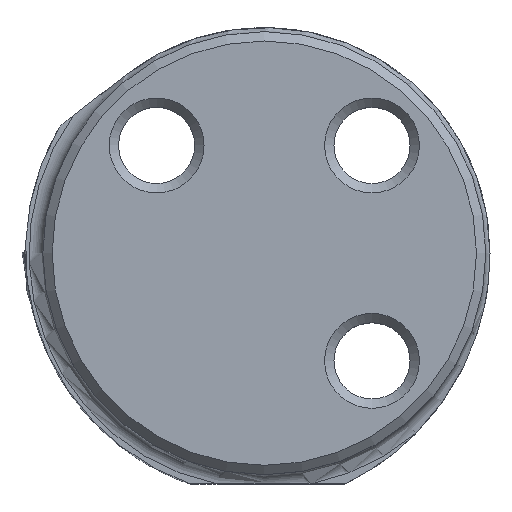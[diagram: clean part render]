
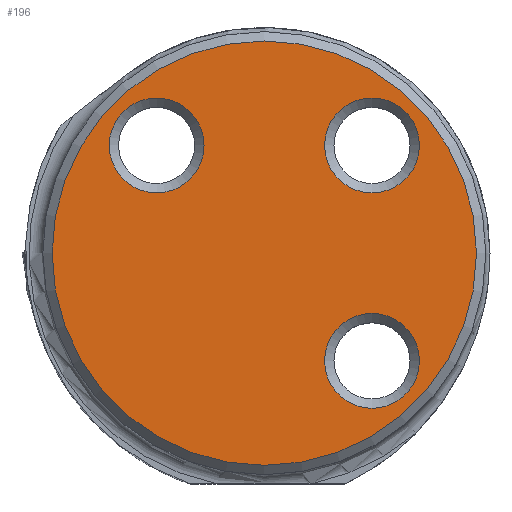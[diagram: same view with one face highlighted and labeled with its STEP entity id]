
A CAD part, top view. The second image highlights one B-rep face of the part: STEP entity #196.
In plain terms, the highlighted planar face has unit normal (0, 0, 1).
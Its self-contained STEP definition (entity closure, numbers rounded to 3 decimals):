
#124=FACE_BOUND('',#351,.T.);
#125=FACE_BOUND('',#352,.T.);
#126=FACE_BOUND('',#353,.T.);
#127=FACE_BOUND('',#354,.T.);
#155=PLANE('',#1457);
#196=ADVANCED_FACE('',(#124,#125,#126,#127),#155,.F.);
#351=EDGE_LOOP('',(#759));
#352=EDGE_LOOP('',(#760));
#353=EDGE_LOOP('',(#761));
#354=EDGE_LOOP('',(#762));
#431=CIRCLE('',#1452,15.325);
#432=CIRCLE('',#1454,3.425);
#433=CIRCLE('',#1455,3.425);
#434=CIRCLE('',#1456,3.425);
#759=ORIENTED_EDGE('',*,*,#1214,.F.);
#760=ORIENTED_EDGE('',*,*,#1215,.T.);
#761=ORIENTED_EDGE('',*,*,#1216,.F.);
#762=ORIENTED_EDGE('',*,*,#1213,.F.);
#1064=VERTEX_POINT('',#2821);
#1065=VERTEX_POINT('',#2824);
#1066=VERTEX_POINT('',#2826);
#1067=VERTEX_POINT('',#2828);
#1213=EDGE_CURVE('',#1064,#1064,#431,.T.);
#1214=EDGE_CURVE('',#1065,#1065,#432,.T.);
#1215=EDGE_CURVE('',#1066,#1066,#433,.T.);
#1216=EDGE_CURVE('',#1067,#1067,#434,.T.);
#1452=AXIS2_PLACEMENT_3D('',#2820,#1634,#1635);
#1454=AXIS2_PLACEMENT_3D('',#2823,#1638,#1639);
#1455=AXIS2_PLACEMENT_3D('',#2825,#1640,#1641);
#1456=AXIS2_PLACEMENT_3D('',#2827,#1642,#1643);
#1457=AXIS2_PLACEMENT_3D('',#2829,#1644,#1645);
#1634=DIRECTION('',(0.,0.,-1.));
#1635=DIRECTION('',(-1.,0.,0.));
#1638=DIRECTION('',(0.,0.,1.));
#1639=DIRECTION('',(-1.,0.,0.));
#1640=DIRECTION('',(0.,0.,-1.));
#1641=DIRECTION('',(-1.,0.,0.));
#1642=DIRECTION('',(0.,0.,1.));
#1643=DIRECTION('',(-1.,0.,0.));
#1644=DIRECTION('',(0.,0.,-1.));
#1645=DIRECTION('',(-1.,0.,0.));
#2820=CARTESIAN_POINT('',(0.,0.,0.));
#2821=CARTESIAN_POINT('',(-15.325,0.,0.));
#2823=CARTESIAN_POINT('',(7.778,-7.778,0.));
#2824=CARTESIAN_POINT('',(4.353,-7.778,0.));
#2825=CARTESIAN_POINT('',(7.778,7.778,0.));
#2826=CARTESIAN_POINT('',(4.353,7.778,0.));
#2827=CARTESIAN_POINT('',(-7.778,7.778,0.));
#2828=CARTESIAN_POINT('',(-11.203,7.778,0.));
#2829=CARTESIAN_POINT('',(0.,0.,0.));
